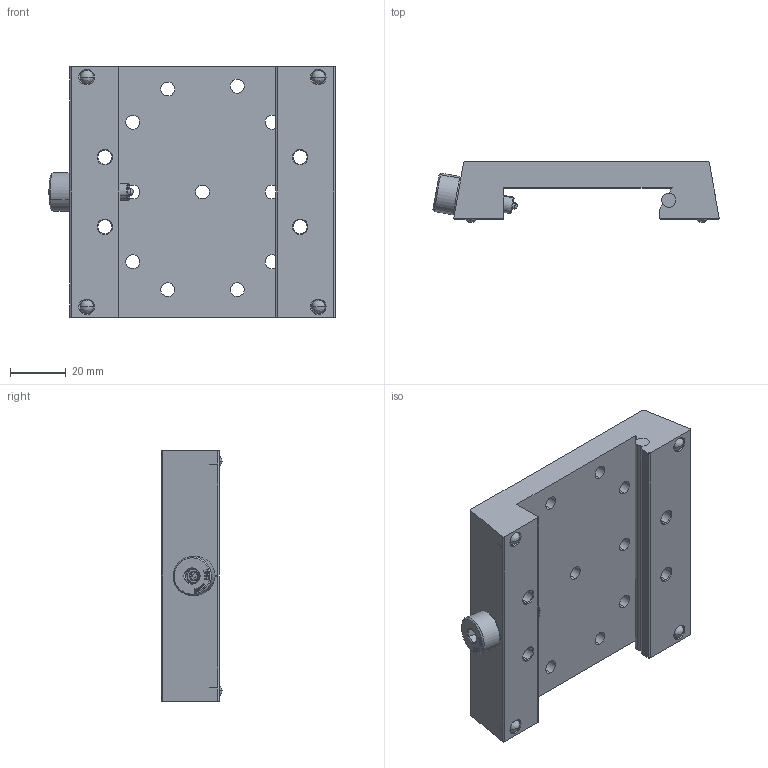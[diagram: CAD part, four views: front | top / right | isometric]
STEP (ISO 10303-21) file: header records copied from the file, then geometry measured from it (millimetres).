
FILE_DESCRIPTION (( 'STEP AP203' ), '1' );
FILE_NAME ('CSCA-90D.STEP', '2025-09-16T07:10:40', ( '' ), ( '' ), 'SwSTEP 2.0', 'SolidWorks 2020', '' );
FILE_SCHEMA (( 'CONFIG_CONTROL_DESIGN' ));
Length unit declared in the file: millimetre
Products named in the file (1): CSCA-90D
Bounding box: 102.59 x 21.7 x 90 mm (x, y, z)
Volume: 109942.1 mm3; surface area: 31462 mm2
Topology: 9 solids, 9 shells, 604 faces, 1604 edges, 1033 vertices
Faces by surface type: plane 319, bspline 147, cylinder 68, cone 62, sphere 8
Entity records: 26197 total; most frequent: CARTESIAN_POINT 12044, ORIENTED_EDGE 3152, DIRECTION 2424, EDGE_CURVE 1576, LINE 1074, VECTOR 1074, VERTEX_POINT 1029, EDGE_LOOP 677
